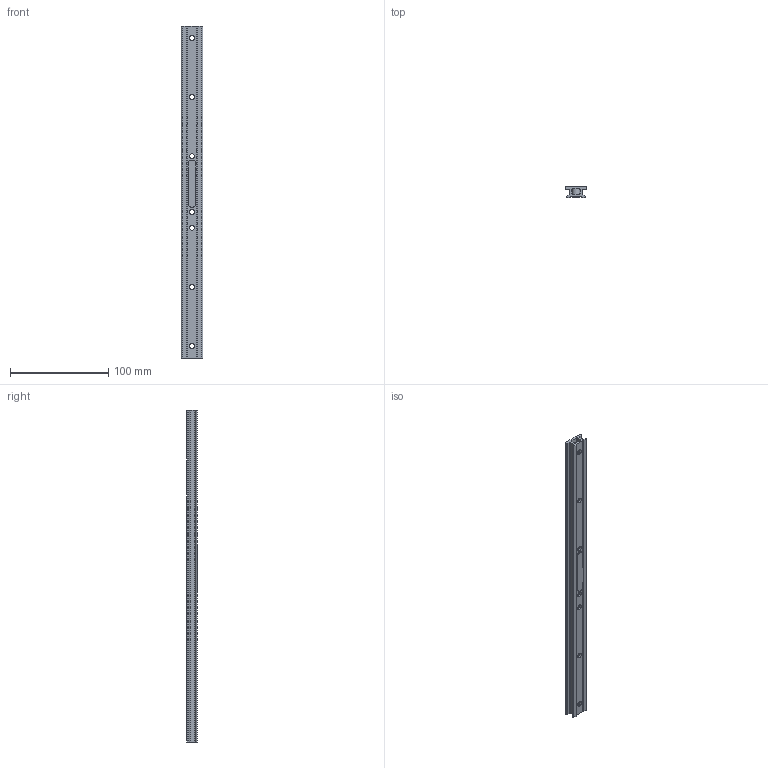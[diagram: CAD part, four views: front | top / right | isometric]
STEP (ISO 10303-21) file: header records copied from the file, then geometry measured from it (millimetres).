
FILE_DESCRIPTION(/* description */ (''),/* implementation_level */ '2;1');
FILE_NAME(/* name */ 'HS22.17.stp',/* time_stamp */ '2019-01-18T14:05:50+01:00',/* author */ ('gianni'),/* organization */ (''),/* preprocessor_version */ 'ST-DEVELOPER v16.5',/* originating_system */ 'Autodesk Inventor 2017',/* authorisation */ '');
FILE_SCHEMA (('AUTOMOTIVE_DESIGN { 1 0 10303 214 3 1 1 }'));
Length unit declared in the file: millimetre
Products named in the file (1): 19011800
Bounding box: 22 x 11 x 337.62 mm (x, y, z)
Volume: 43228 mm3; surface area: 33857.1 mm2
Topology: 1 solids, 1 shells, 100 faces, 303 edges, 193 vertices
Faces by surface type: plane 54, cylinder 33, cone 13
Full cylindrical faces by diameter (mm): 5.2 x10
Entity records: 3351 total; most frequent: CARTESIAN_POINT 666, ORIENTED_EDGE 558, DIRECTION 551, EDGE_CURVE 279, AXIS2_PLACEMENT_3D 201, VERTEX_POINT 186, LINE 149, VECTOR 149
